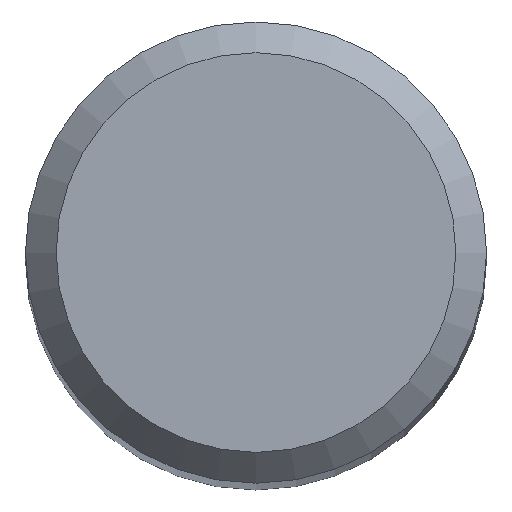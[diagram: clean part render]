
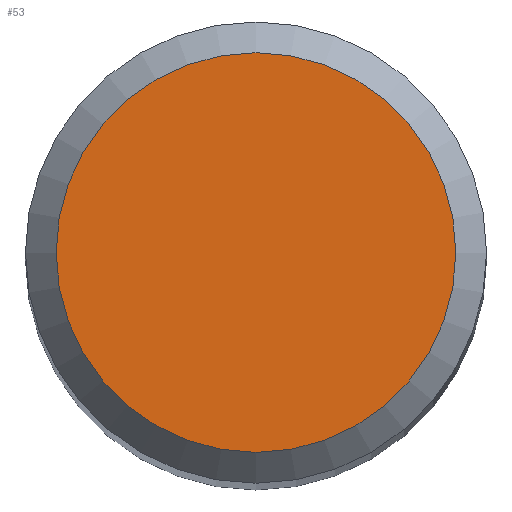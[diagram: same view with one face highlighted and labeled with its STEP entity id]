
A CAD part, top view. The second image highlights one B-rep face of the part: STEP entity #53.
In plain terms, the highlighted planar face has unit normal (0, 0, 1).
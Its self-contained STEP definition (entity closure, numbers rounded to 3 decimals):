
#45=PLANE('',#172);
#48=FACE_OUTER_BOUND('',#77,.T.);
#53=ADVANCED_FACE('',(#48),#45,.F.);
#77=EDGE_LOOP('',(#91));
#91=ORIENTED_EDGE('',*,*,#112,.T.);
#105=VERTEX_POINT('',#249);
#112=EDGE_CURVE('',#105,#105,#119,.T.);
#119=CIRCLE('',#171,5.2);
#171=AXIS2_PLACEMENT_3D('',#248,#197,#198);
#172=AXIS2_PLACEMENT_3D('',#250,#199,#200);
#197=DIRECTION('',(0.,0.,1.));
#198=DIRECTION('',(-1.,0.,0.));
#199=DIRECTION('',(0.,0.,-1.));
#200=DIRECTION('',(-1.,0.,0.));
#248=CARTESIAN_POINT('',(0.,0.,0.));
#249=CARTESIAN_POINT('',(-5.2,0.,0.));
#250=CARTESIAN_POINT('',(0.,6.,0.));
